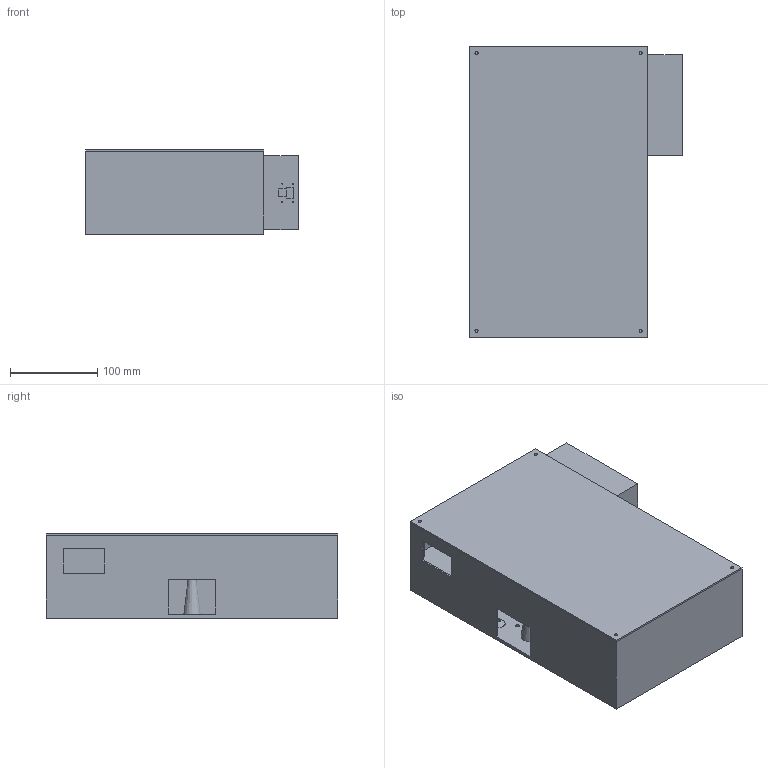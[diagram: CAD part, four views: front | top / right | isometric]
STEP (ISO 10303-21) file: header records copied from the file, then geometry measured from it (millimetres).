
FILE_DESCRIPTION(/* description */ (''),/* implementation_level */ '2;1');
FILE_NAME(/* name */ 'elektronikk boks v28.step',/* time_stamp */ '2025-03-30T21:26:20+02:00',/* author */ (''),/* organization */ (''),/* preprocessor_version */ 'ST-DEVELOPER v20.1',/* originating_system */ 'Autodesk Translation Framework v14.4.0.0',/* authorisation */ '');
FILE_SCHEMA (('AUTOMOTIVE_DESIGN { 1 0 10303 214 3 1 1 }'));
Length unit declared in the file: millimetre
Products named in the file (1): elektronikk boks
Bounding box: 244 x 334 x 96.5 mm (x, y, z)
Volume: 1040942.8 mm3; surface area: 659118.3 mm2
Topology: 4 solids, 4 shells, 510 faces, 1002 edges, 580 vertices
Faces by surface type: plane 403, cylinder 81, cone 26
Full cylindrical faces by diameter (mm): 1 x22, 3 x4, 3.5 x8, 4 x34, 4.5 x5
Entity records: 12772 total; most frequent: DIRECTION 2232, CARTESIAN_POINT 2121, ORIENTED_EDGE 2004, EDGE_CURVE 1002, LINE 766, VECTOR 766, AXIS2_PLACEMENT_3D 733, EDGE_LOOP 640
